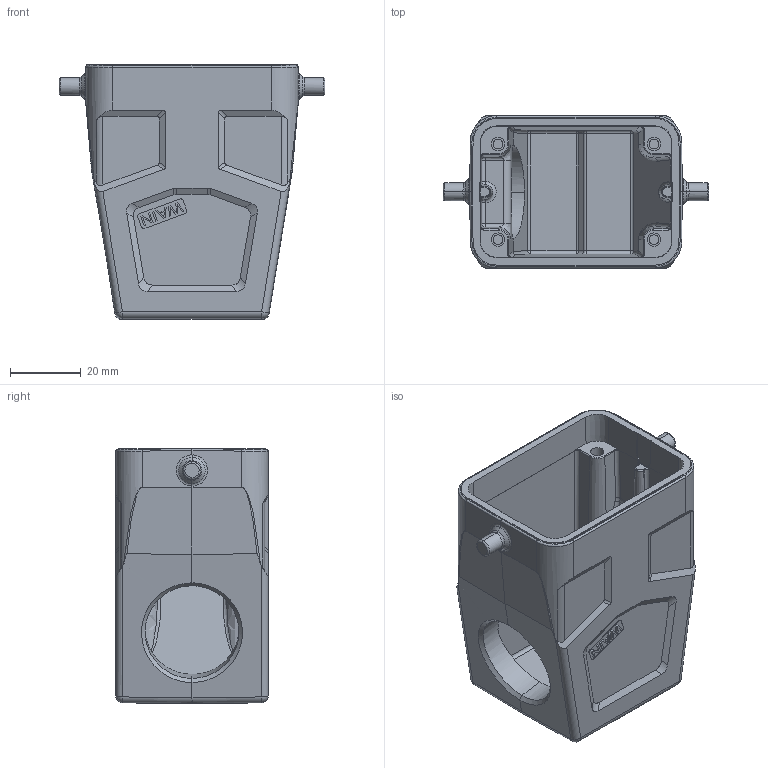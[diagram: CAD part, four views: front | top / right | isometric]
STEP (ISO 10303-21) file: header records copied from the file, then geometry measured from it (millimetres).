
FILE_DESCRIPTION((''),'2;1');
FILE_NAME('3D_1111065105003_W6B-SEH-2B-PG2','2017-06-07T',('sh.ye'),(''),'PRO/ENGINEER BY PARAMETRIC TECHNOLOGY CORPORATION, 2010180','PRO/ENGINEER BY PARAMETRIC TECHNOLOGY CORPORATION, 2010180','');
FILE_SCHEMA(('AUTOMOTIVE_DESIGN { 1 0 10303 214 1 1 1 1 }'));
Length unit declared in the file: millimetre
Products named in the file (1): 3D_1111065105003_W6B-SEH-2B-PG2
Bounding box: 75 x 43 x 72 mm (x, y, z)
Volume: 55361.9 mm3; surface area: 27970 mm2
Topology: 1 solids, 1 shells, 433 faces, 1121 edges, 695 vertices
Faces by surface type: plane 190, cylinder 139, bspline 37, torus 21, extrusion 20, sphere 16, cone 10
Entity records: 16913 total; most frequent: CARTESIAN_POINT 6735, ORIENTED_EDGE 2210, DIRECTION 1846, EDGE_CURVE 1105, VERTEX_POINT 695, VECTOR 644, LINE 624, AXIS2_PLACEMENT_3D 601
